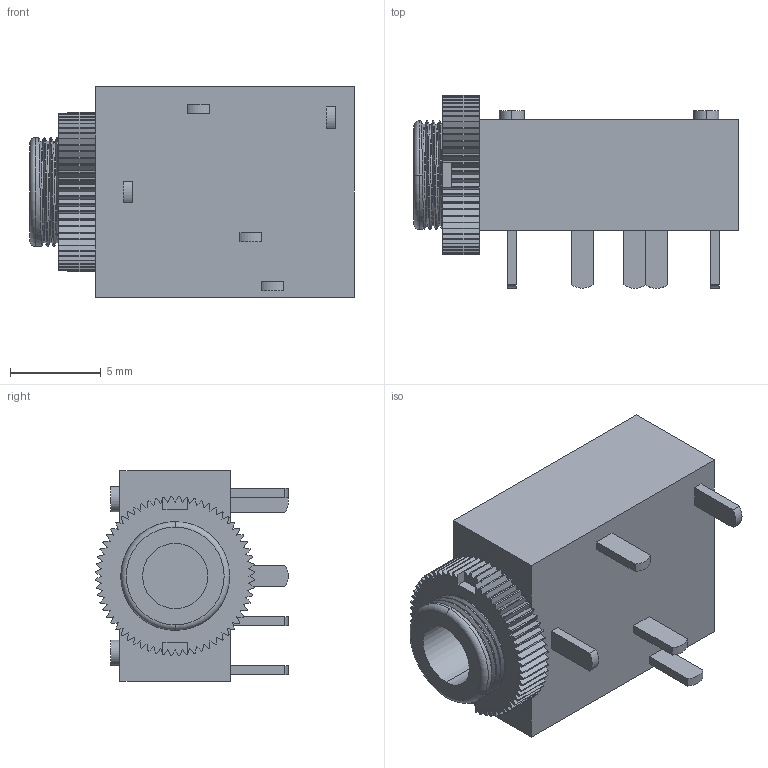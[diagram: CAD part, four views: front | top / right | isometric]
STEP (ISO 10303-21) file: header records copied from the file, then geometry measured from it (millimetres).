
FILE_DESCRIPTION (( 'STEP AP214' ), '1' );
FILE_NAME ('KB3SPRS.STEP', '2021-08-18T00:54:28', ( '' ), ( '' ), 'SwSTEP 2.0', 'SolidWorks 2018', '' );
FILE_SCHEMA (( 'AUTOMOTIVE_DESIGN' ));
Length unit declared in the file: millimetre
Products named in the file (1): KB3SPRS
Bounding box: 17.9 x 10.65 x 11.6 mm (x, y, z)
Volume: 1036.7 mm3; surface area: 1119.8 mm2
Topology: 1 solids, 1 shells, 264 faces, 741 edges, 489 vertices
Faces by surface type: plane 173, cylinder 85, bspline 4, torus 2
Entity records: 11066 total; most frequent: CARTESIAN_POINT 2874, ORIENTED_EDGE 1482, DIRECTION 1404, EDGE_CURVE 741, VECTOR 558, LINE 558, VERTEX_POINT 489, AXIS2_PLACEMENT_3D 423
